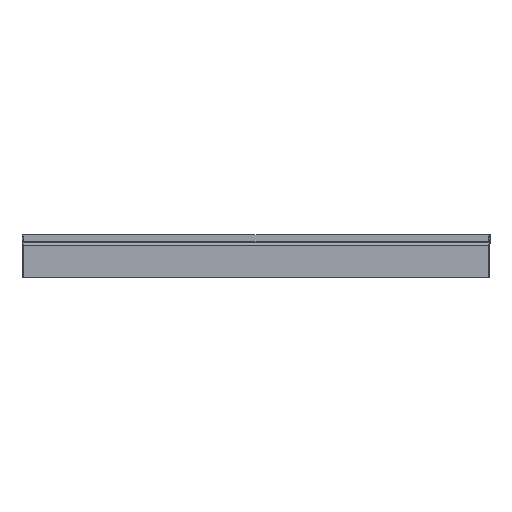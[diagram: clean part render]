
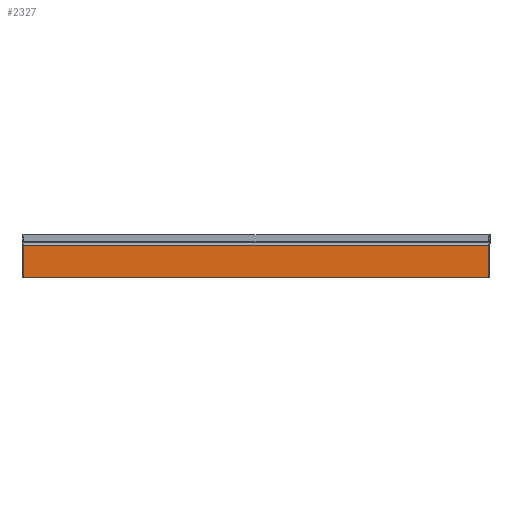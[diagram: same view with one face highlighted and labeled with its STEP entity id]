
A CAD part, top view. The second image highlights one B-rep face of the part: STEP entity #2327.
In plain terms, the highlighted planar face has unit normal (0, 0, 1).
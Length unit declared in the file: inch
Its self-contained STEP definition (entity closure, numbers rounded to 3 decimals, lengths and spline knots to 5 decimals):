
#87 = VECTOR ( 'NONE', #3820, 39.37008 ) ;
#821 = CARTESIAN_POINT ( 'NONE',  ( -29.96651, 0., 16. ) ) ;
#981 = CARTESIAN_POINT ( 'NONE',  ( 0., 0., 16. ) ) ;
#1460 = CARTESIAN_POINT ( 'NONE',  ( 29.875, -0.375, 16. ) ) ;
#1517 = DIRECTION ( 'NONE',  ( 1., 0., 0. ) ) ;
#1548 = LINE ( 'NONE', #821, #87 ) ;
#1551 = CARTESIAN_POINT ( 'NONE',  ( -29.96651, -4.5, 16. ) ) ;
#1709 = PLANE ( 'NONE',  #3428 ) ;
#1755 = CARTESIAN_POINT ( 'NONE',  ( 0., -4.5, 16. ) ) ;
#2104 = LINE ( 'NONE', #1460, #9707 ) ;
#2327 = ADVANCED_FACE ( 'NONE', ( #9196 ), #1709, .T. ) ;
#2503 = EDGE_LOOP ( 'NONE', ( #8045, #5846, #8058, #7804 ) ) ;
#2638 = VERTEX_POINT ( 'NONE', #1551 ) ;
#2813 = VERTEX_POINT ( 'NONE', #8631 ) ;
#2878 = CARTESIAN_POINT ( 'NONE',  ( 29.96651, 0., 16. ) ) ;
#3382 = EDGE_CURVE ( 'NONE', #4702, #2813, #2104, .T. ) ;
#3428 = AXIS2_PLACEMENT_3D ( 'NONE', #981, #8271, #1517 ) ;
#3625 = LINE ( 'NONE', #2878, #5787 ) ;
#3660 = EDGE_CURVE ( 'NONE', #4324, #2813, #3625, .T. ) ;
#3820 = DIRECTION ( 'NONE',  ( 0., -1., 0. ) ) ;
#4324 = VERTEX_POINT ( 'NONE', #7455 ) ;
#4702 = VERTEX_POINT ( 'NONE', #6269 ) ;
#4816 = DIRECTION ( 'NONE',  ( 1., 0., 0. ) ) ;
#4917 = LINE ( 'NONE', #1755, #7159 ) ;
#5213 = DIRECTION ( 'NONE',  ( 1., 0., 0. ) ) ;
#5787 = VECTOR ( 'NONE', #8794, 39.37008 ) ;
#5846 = ORIENTED_EDGE ( 'NONE', *, *, #9101, .T. ) ;
#6269 = CARTESIAN_POINT ( 'NONE',  ( -29.96651, -0.375, 16. ) ) ;
#7159 = VECTOR ( 'NONE', #4816, 39.37008 ) ;
#7455 = CARTESIAN_POINT ( 'NONE',  ( 29.96651, -4.5, 16. ) ) ;
#7804 = ORIENTED_EDGE ( 'NONE', *, *, #3660, .T. ) ;
#8045 = ORIENTED_EDGE ( 'NONE', *, *, #3382, .F. ) ;
#8058 = ORIENTED_EDGE ( 'NONE', *, *, #8981, .T. ) ;
#8271 = DIRECTION ( 'NONE',  ( 0., 0., 1. ) ) ;
#8631 = CARTESIAN_POINT ( 'NONE',  ( 29.96651, -0.375, 16. ) ) ;
#8794 = DIRECTION ( 'NONE',  ( 0., 1., 0. ) ) ;
#8981 = EDGE_CURVE ( 'NONE', #2638, #4324, #4917, .T. ) ;
#9101 = EDGE_CURVE ( 'NONE', #4702, #2638, #1548, .T. ) ;
#9196 = FACE_OUTER_BOUND ( 'NONE', #2503, .T. ) ;
#9707 = VECTOR ( 'NONE', #5213, 39.37008 ) ;
